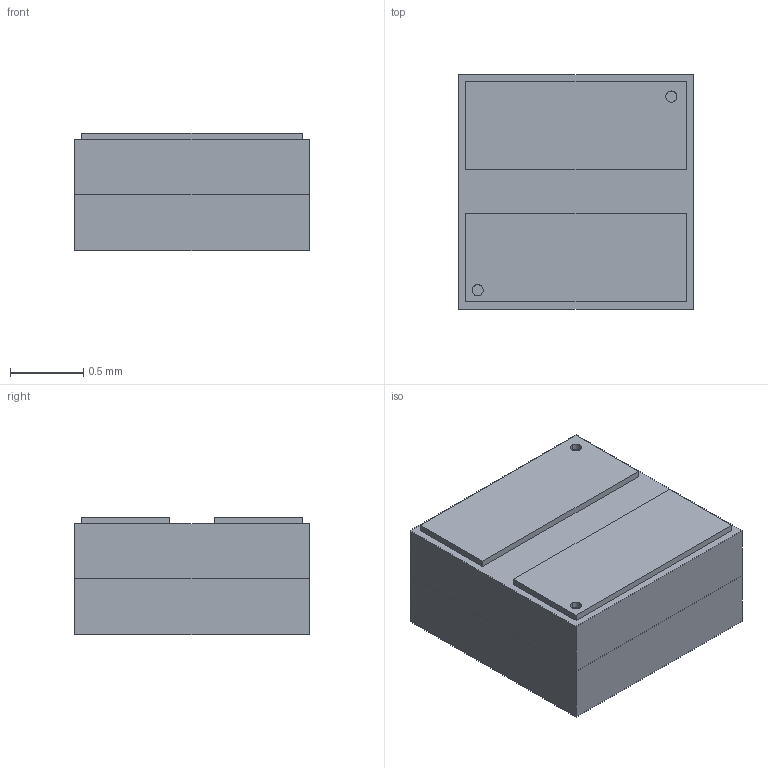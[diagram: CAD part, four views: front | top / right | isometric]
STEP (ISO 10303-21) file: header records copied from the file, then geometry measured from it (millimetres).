
FILE_DESCRIPTION((''),'2;1');
FILE_NAME('2610-00062_ASM','2016-02-04T',('dcronin'),(''),'PRO/ENGINEER BY PARAMETRIC TECHNOLOGY CORPORATION, 2010140','PRO/ENGINEER BY PARAMETRIC TECHNOLOGY CORPORATION, 2010140','');
FILE_SCHEMA(('CONFIG_CONTROL_DESIGN'));
Length unit declared in the file: millimetre
Products named in the file (10): 2500-00592-SUBSTRATE; 2500-00592-TOP-METAL; 2500-00592-BACKMETAL; 2500-00592-TOPSM; ESD; WIREBOND; WZ950_CHIP; 2500-00592_ASM; 2610-00062-LENS; 2610-00062_ASM
Assembly tree (11 placements, depth 3):
  2610-00062_ASM
    2500-00592_ASM
      2500-00592-SUBSTRATE
      2500-00592-TOP-METAL
      2500-00592-BACKMETAL
      2500-00592-TOPSM
      ESD
      WIREBOND  x3
      WZ950_CHIP
    2610-00062-LENS
Bounding box: 1.6 x 1.6 x 0.8 mm (x, y, z)
Surface area: 27.4 mm2
Topology: 12 solids, 12 shells, 98 faces, 210 edges, 136 vertices
Faces by surface type: plane 68, cylinder 18, torus 12
Entity records: 2555 total; most frequent: DIRECTION 442, CARTESIAN_POINT 414, ORIENTED_EDGE 364, EDGE_CURVE 182, AXIS2_PLACEMENT_3D 148, VECTOR 146, LINE 146, VERTEX_POINT 120
